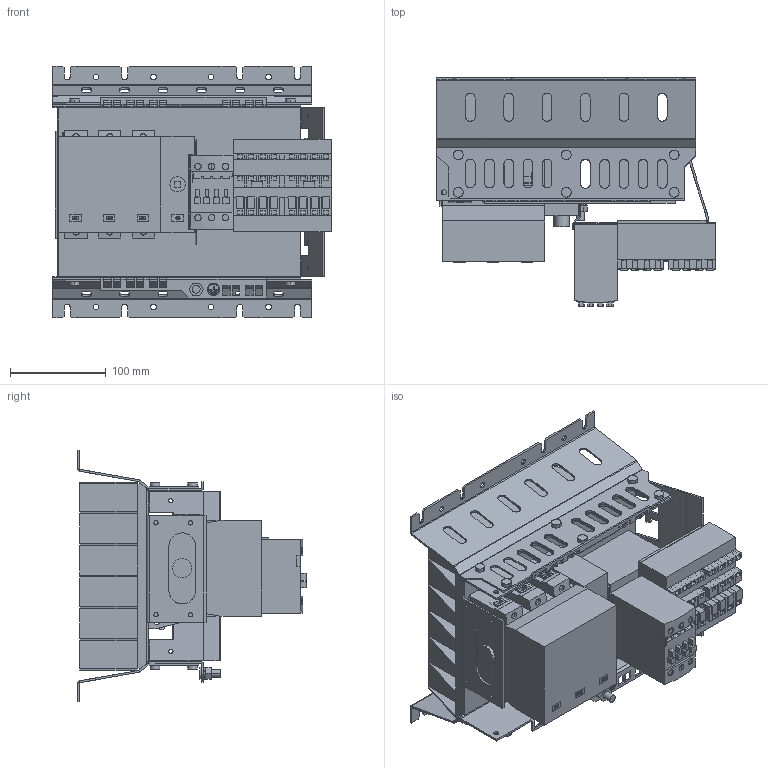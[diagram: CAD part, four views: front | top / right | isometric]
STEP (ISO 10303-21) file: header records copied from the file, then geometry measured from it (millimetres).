
FILE_DESCRIPTION((''),'2;1');
FILE_NAME('OUT-PRE-CHARGING-UNIT-UL','2024-11-05T14:50:06',('U388355'),('Danfoss Drives'),'CREO PARAMETRIC BY PTC INC, 2022124','CREO PARAMETRIC BY PTC INC, 2022124','');
FILE_SCHEMA(('CONFIG_CONTROL_DESIGN','GEOMETRIC_VALIDATION_PROPERTIES_MIM'));
Length unit declared in the file: millimetre
Products named in the file (1): OUT-PRE-CHARGING-UNIT-UL
Bounding box: 290.22 x 238.2 x 262.61 mm (x, y, z)
Volume: 5313117.4 mm3; surface area: 574422.6 mm2
Topology: 4 solids, 4 shells, 1584 faces, 4546 edges, 3030 vertices
Faces by surface type: plane 1255, cylinder 210, extrusion 119
Entity records: 55490 total; most frequent: CARTESIAN_POINT 11999, ORIENTED_EDGE 9092, DIRECTION 7967, EDGE_CURVE 4546, VECTOR 3845, LINE 3726, VERTEX_POINT 3030, AXIS2_PLACEMENT_3D 2061
